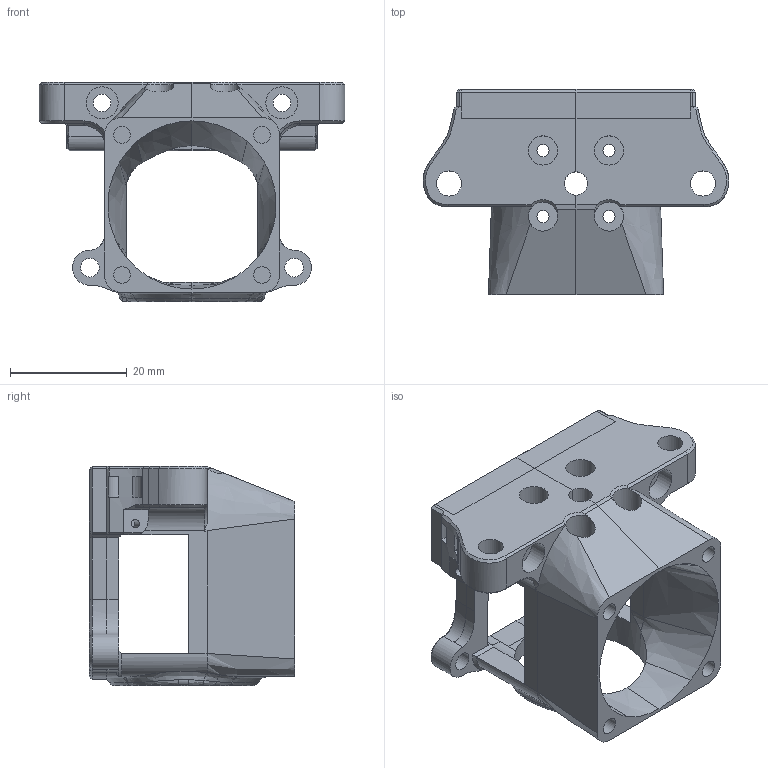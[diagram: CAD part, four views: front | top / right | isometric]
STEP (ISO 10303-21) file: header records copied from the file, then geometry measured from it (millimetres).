
FILE_DESCRIPTION(/* description */ (''),/* implementation_level */ '2;1');
FILE_NAME(/* name */ 'Mantis_4010_MGN12H_Libra_Mini.step',/* time_stamp */ '2022-03-03T21:16:33-06:00',/* author */ (''),/* organization */ (''),/* preprocessor_version */ 'ST-DEVELOPER v18.1',/* originating_system */ 'Autodesk Translation Framework v10.13.0.1454',/* authorisation */ '');
FILE_SCHEMA (('AUTOMOTIVE_DESIGN { 1 0 10303 214 3 1 1 }'));
Length unit declared in the file: millimetre
Products named in the file (1): Mantis_4010
Bounding box: 52.37 x 35.15 x 37.55 mm (x, y, z)
Volume: 16312.1 mm3; surface area: 10245.7 mm2
Topology: 1 solids, 1 shells, 317 faces, 817 edges, 500 vertices
Faces by surface type: plane 151, bspline 98, cylinder 52, cone 12, torus 4
Full cylindrical faces by diameter (mm): 1.44 x2, 2.075 x4, 2.9 x4, 3 x4, 3.2 x2, 4.3 x2, 5 x4, 5.5 x2
Entity records: 14737 total; most frequent: CARTESIAN_POINT 7688, ORIENTED_EDGE 1634, DIRECTION 1145, EDGE_CURVE 817, VERTEX_POINT 500, LINE 411, VECTOR 411, AXIS2_PLACEMENT_3D 367
